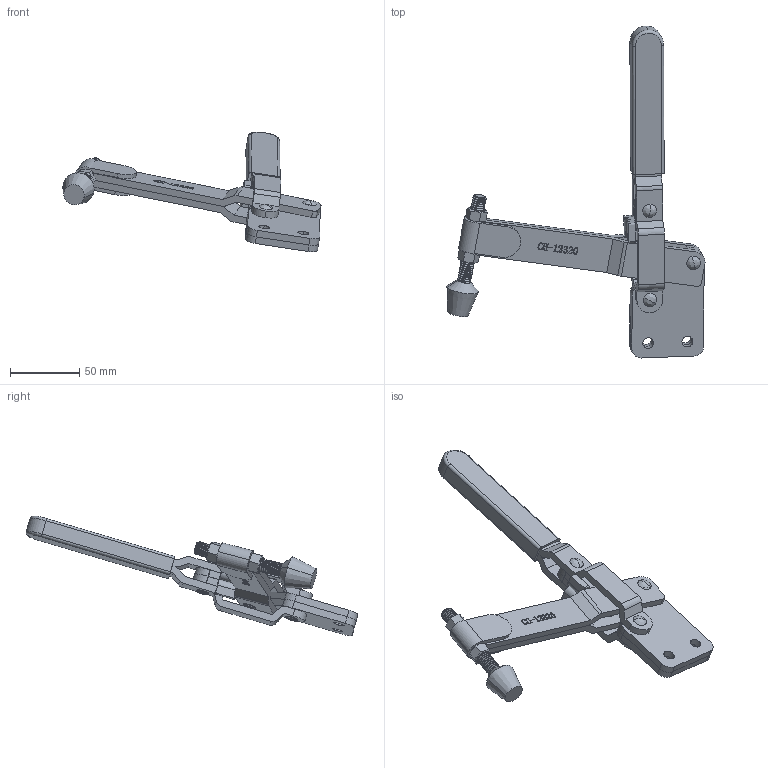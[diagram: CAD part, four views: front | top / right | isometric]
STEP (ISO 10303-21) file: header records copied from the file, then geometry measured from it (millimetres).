
FILE_DESCRIPTION (( 'STEP AP203' ), '1' );
FILE_NAME ('CH-12320.STEP', '2017-11-09T07:23:48', ( 'Windows' ), ( 'Microsoft' ), 'SwSTEP 2.0', 'SolidWorks 2015', '' );
FILE_SCHEMA (( 'CONFIG_CONTROL_DESIGN' ));
Length unit declared in the file: millimetre
Products named in the file (12): 簸簸酗; 簸簸傻; 320BR; 揤蹟佪芛; ѹ; 蹟譫; 杶; 眻菁釱; CH-12320揤參; CH-12320; 酘蟀裝; 衵蟀裝
Assembly tree (15 placements, depth 2):
  CH-12320
    ѹ
    杶
    CH-12320揤參
    酘蟀裝
    衵蟀裝
    簸簸酗  x2
    簸簸傻  x2
    320BR
    揤蹟佪芛
    蹟譫  x2
    眻菁釱  x2
Bounding box: 186.3 x 239.49 x 86.33 mm (x, y, z)
Volume: 157362.8 mm3; surface area: 85386.7 mm2
Topology: 11 solids, 16 shells, 831 faces, 2269 edges, 1490 vertices
Faces by surface type: plane 335, cylinder 251, bspline 172, cone 47, torus 26
Entity records: 37028 total; most frequent: CARTESIAN_POINT 18001, ORIENTED_EDGE 4114, DIRECTION 3021, EDGE_CURVE 2057, VERTEX_POINT 1360, LINE 1171, VECTOR 1171, AXIS2_PLACEMENT_3D 925
